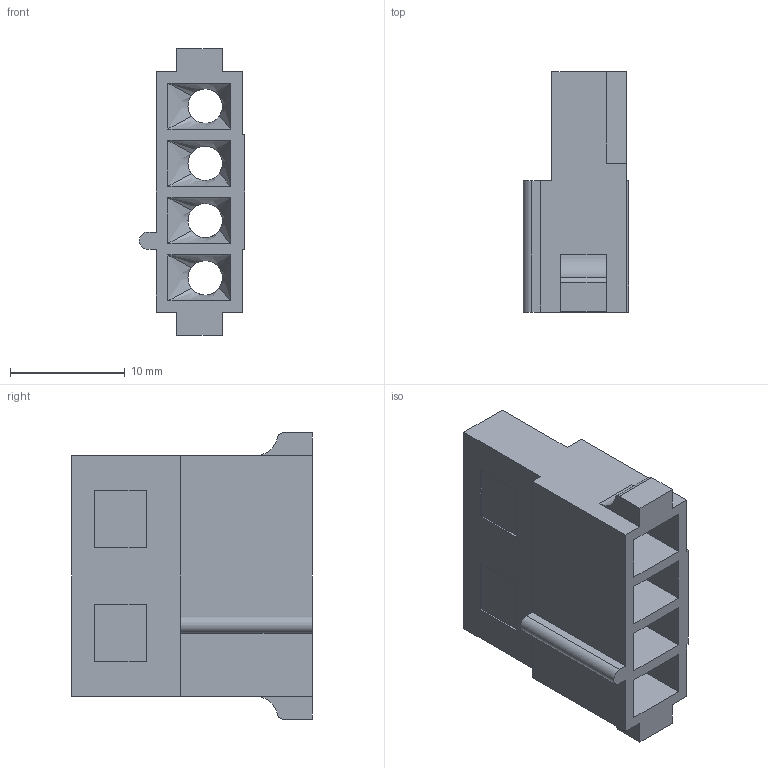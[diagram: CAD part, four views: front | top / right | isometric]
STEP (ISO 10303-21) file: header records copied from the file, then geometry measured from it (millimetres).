
FILE_DESCRIPTION(/* description */ (''),/* implementation_level */ '2;1');
FILE_NAME(/* name */ 'molex ide 4-pin.stp',/* time_stamp */ '2019-02-05T09:33:14-07:00',/* author */ ('GD766'),/* organization */ (''),/* preprocessor_version */ 'ST-DEVELOPER v16.13',/* originating_system */ 'Autodesk Inventor 2018',/* authorisation */ '');
FILE_SCHEMA (('AUTOMOTIVE_DESIGN { 1 0 10303 214 3 1 1 }'));
Length unit declared in the file: millimetre
Products named in the file (1): molex ide 4-pin
Bounding box: 9.2 x 21 x 25 mm (x, y, z)
Volume: 1725.6 mm3; surface area: 2799.3 mm2
Topology: 1 solids, 1 shells, 103 faces, 272 edges, 176 vertices
Faces by surface type: plane 74, bspline 16, cylinder 13
Full cylindrical faces by diameter (mm): 3 x4, 4 x4
Entity records: 3375 total; most frequent: CARTESIAN_POINT 864, ORIENTED_EDGE 512, DIRECTION 478, EDGE_CURVE 256, LINE 210, VECTOR 210, VERTEX_POINT 168, AXIS2_PLACEMENT_3D 134
